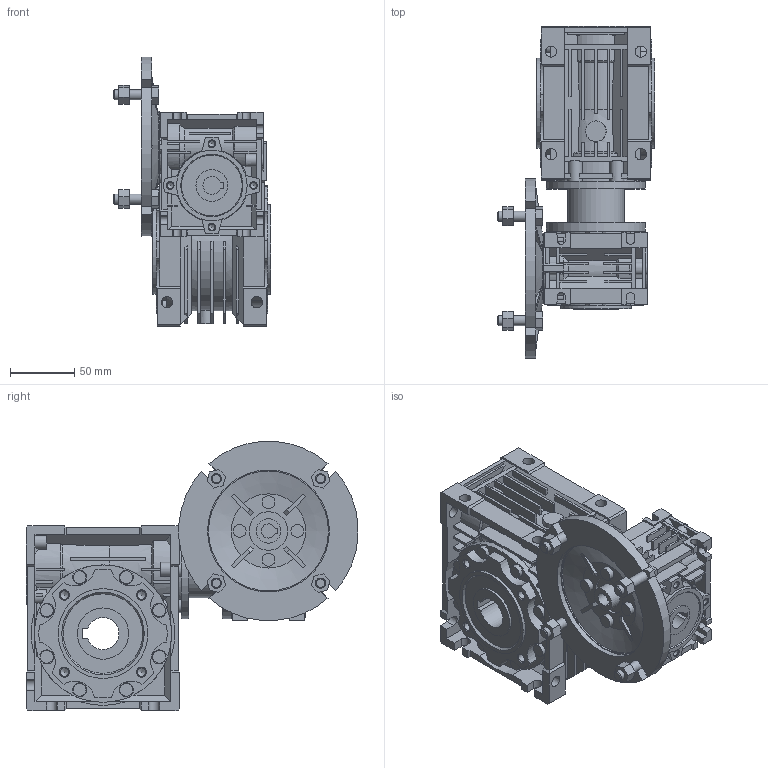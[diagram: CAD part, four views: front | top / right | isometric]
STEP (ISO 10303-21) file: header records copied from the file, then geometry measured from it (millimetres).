
FILE_DESCRIPTION(('STEP AP203'), '1');
FILE_NAME('DRV 030-050 (AS2)BS2', '', ('UNSPECIFIED'), ('UNSPECIFIED'), 'ASCON STEP Converter 1.3', 'ASCON Math Kernel', '');
FILE_SCHEMA(('CONFIG_CONTROL_DESIGN'));
Length unit declared in the file: millimetre
Products named in the file (11): _Gear unit 50; _050-25 (92); _VB 063-19 (19); HI_Gear unit 30; HI_030-14 (63); 8; 9
Assembly tree (10 placements, depth 3):
  (unnamed)
    (unnamed)
      _Gear unit 50
      _050-25 (92)
      _VB 063-19 (19)
    (unnamed)
    (unnamed)
      HI_Gear unit 30
      HI_030-14 (63)
      8
      9
Bounding box: 123 x 258.77 x 209.77 mm (x, y, z)
Volume: 1483237.8 mm3; surface area: 376308.7 mm2
Topology: 8 solids, 20 shells, 1500 faces, 4008 edges, 2613 vertices
Faces by surface type: plane 1066, cylinder 327, cone 105, torus 2
Full cylindrical faces by diameter (mm): 4.65 x3, 4.917 x8, 5.55 x4, 6.647 x8, 8 x8, 8.8 x8, 10 x12, 16 x1, 19 x2, 24.8 x2, 28 x1, 30 x2, 34 x2, 35 x1, 37 x1, 38 x1, 40 x3, 44 x1, 47 x1, 52 x1, 55 x6, 70 x2, 77 x2, 93.5 x1, 95 x1, 107 x1
Entity records: 61394 total; most frequent: CARTESIAN_POINT 11751, ORIENTED_EDGE 7724, DIRECTION 7502, EDGE_CURVE 3862, LINE 2648, VECTOR 2648, VERTEX_POINT 2602, AXIS2_PLACEMENT_3D 2427
